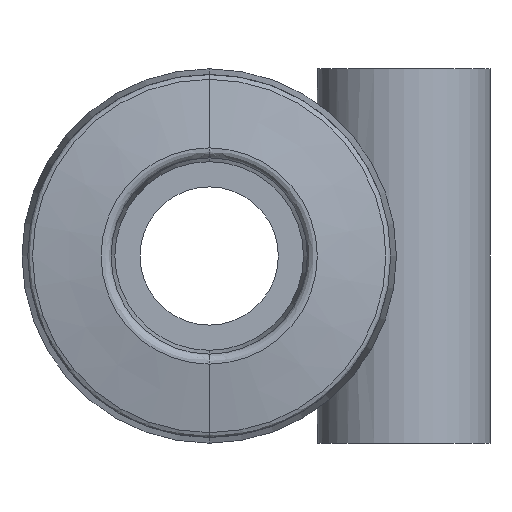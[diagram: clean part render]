
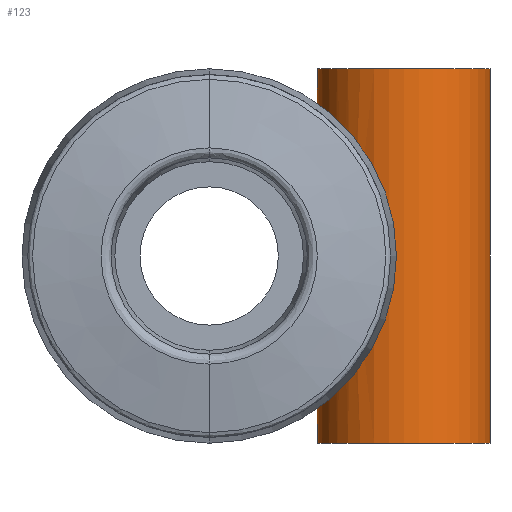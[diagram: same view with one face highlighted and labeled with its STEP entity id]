
A CAD part, front view. The second image highlights one B-rep face of the part: STEP entity #123.
In plain terms, the highlighted cylindrical face has radius 3 mm (diameter 6 mm), a partial arc.
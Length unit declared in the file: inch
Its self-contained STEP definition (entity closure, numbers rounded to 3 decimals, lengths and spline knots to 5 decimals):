
#98 = CARTESIAN_POINT ( 'NONE',  ( 0.19442, -0.09415, 0.03181 ) ) ;
#123 = ADVANCED_FACE ( 'NONE', ( #976 ), #749, .T. ) ;
#132 = CARTESIAN_POINT ( 'NONE',  ( 0.14764, 0., -0.1302 ) ) ;
#149 = VECTOR ( 'NONE', #684, 39.37008 ) ;
#187 = ORIENTED_EDGE ( 'NONE', *, *, #571, .F. ) ;
#237 = VECTOR ( 'NONE', #543, 39.37008 ) ;
#292 = CARTESIAN_POINT ( 'NONE',  ( 0.19685, -0.09594, -0.00782 ) ) ;
#301 = CARTESIAN_POINT ( 'NONE',  ( 0.19638, -0.0956, -0.01573 ) ) ;
#338 = EDGE_CURVE ( 'NONE', #2670, #2780, #897, .T. ) ;
#450 = AXIS2_PLACEMENT_3D ( 'NONE', #2018, #560, #2270 ) ;
#543 = DIRECTION ( 'NONE',  ( 0., 0., 1. ) ) ;
#560 = DIRECTION ( 'NONE',  ( 0., 0., 1. ) ) ;
#571 = EDGE_CURVE ( 'NONE', #2398, #2818, #2505, .T. ) ;
#593 = EDGE_CURVE ( 'NONE', #2689, #2670, #1788, .T. ) ;
#624 = DIRECTION ( 'NONE',  ( 1., 0., 0. ) ) ;
#684 = DIRECTION ( 'NONE',  ( 0., 0., 1. ) ) ;
#729 = CIRCLE ( 'NONE', #450, 0.11811 ) ;
#732 = LINE ( 'NONE', #1690, #237 ) ;
#742 = CARTESIAN_POINT ( 'NONE',  ( 0.19448, -0.09419, -0.0315 ) ) ;
#749 = CYLINDRICAL_SURFACE ( 'NONE', #2434, 0.11811 ) ;
#750 = CARTESIAN_POINT ( 'NONE',  ( 0.19304, -0.09311, -0.03934 ) ) ;
#812 = CARTESIAN_POINT ( 'NONE',  ( 0.18933, -0.09009, -0.05445 ) ) ;
#832 = LINE ( 'NONE', #2377, #149 ) ;
#866 = DIRECTION ( 'NONE',  ( 0., 0., 1. ) ) ;
#897 = CIRCLE ( 'NONE', #2690, 0.11811 ) ;
#976 = FACE_OUTER_BOUND ( 'NONE', #1536, .T. ) ;
#1263 = CARTESIAN_POINT ( 'NONE',  ( 0.18176, -0.08312, -0.07597 ) ) ;
#1275 = CARTESIAN_POINT ( 'NONE',  ( 0.17874, -0.08002, -0.08278 ) ) ;
#1288 = EDGE_CURVE ( 'NONE', #2818, #2780, #732, .T. ) ;
#1318 = EDGE_CURVE ( 'NONE', #2374, #2689, #729, .T. ) ;
#1327 = CARTESIAN_POINT ( 'NONE',  ( 0.16899, -0.06801, -0.10114 ) ) ;
#1341 = ORIENTED_EDGE ( 'NONE', *, *, #1318, .T. ) ;
#1359 = CARTESIAN_POINT ( 'NONE',  ( 0.26575, 0., 0. ) ) ;
#1399 = CARTESIAN_POINT ( 'NONE',  ( 0.38386, 0., -0.25591 ) ) ;
#1406 = DIRECTION ( 'NONE',  ( 0., 0., -1. ) ) ;
#1416 = DIRECTION ( 'NONE',  ( 1., 0., 0. ) ) ;
#1488 = CARTESIAN_POINT ( 'NONE',  ( 0.15929, -0.05164, -0.11575 ) ) ;
#1506 = CARTESIAN_POINT ( 'NONE',  ( 0.17238, -0.07251, -0.0953 ) ) ;
#1531 = CARTESIAN_POINT ( 'NONE',  ( 0.16247, -0.05763, -0.11131 ) ) ;
#1536 = EDGE_LOOP ( 'NONE', ( #2000, #1341, #1846, #1740, #1549, #187 ) ) ;
#1549 = ORIENTED_EDGE ( 'NONE', *, *, #1288, .F. ) ;
#1652 = CARTESIAN_POINT ( 'NONE',  ( 0.26575, 0., 0.25591 ) ) ;
#1690 = CARTESIAN_POINT ( 'NONE',  ( 0.14764, 0., 0. ) ) ;
#1718 = CARTESIAN_POINT ( 'NONE',  ( 0.15384, -0.03845, -0.12289 ) ) ;
#1740 = ORIENTED_EDGE ( 'NONE', *, *, #338, .T. ) ;
#1757 = CARTESIAN_POINT ( 'NONE',  ( 0.15158, -0.03124, 0.12562 ) ) ;
#1763 = VECTOR ( 'NONE', #2730, 39.37008 ) ;
#1788 = LINE ( 'NONE', #2774, #1763 ) ;
#1846 = ORIENTED_EDGE ( 'NONE', *, *, #593, .T. ) ;
#1915 = CARTESIAN_POINT ( 'NONE',  ( 0.14764, 0., 0.1302 ) ) ;
#1983 = CARTESIAN_POINT ( 'NONE',  ( 0.14846, -0.01594, -0.12929 ) ) ;
#2000 = ORIENTED_EDGE ( 'NONE', *, *, #2686, .F. ) ;
#2018 = CARTESIAN_POINT ( 'NONE',  ( 0.26575, 0., -0.25591 ) ) ;
#2088 = CARTESIAN_POINT ( 'NONE',  ( 0.14764, 0., -0.25591 ) ) ;
#2270 = DIRECTION ( 'NONE',  ( 1., 0., 0. ) ) ;
#2338 = CARTESIAN_POINT ( 'NONE',  ( 0.14764, -0.00803, -0.1302 ) ) ;
#2374 = VERTEX_POINT ( 'NONE', #2088 ) ;
#2377 = CARTESIAN_POINT ( 'NONE',  ( 0.14764, 0., 0. ) ) ;
#2398 = VERTEX_POINT ( 'NONE', #132 ) ;
#2434 = AXIS2_PLACEMENT_3D ( 'NONE', #1359, #866, #624 ) ;
#2462 = CARTESIAN_POINT ( 'NONE',  ( 0.14764, 0., -0.1302 ) ) ;
#2505 = B_SPLINE_CURVE_WITH_KNOTS ( 'NONE', 3,
 ( #2462, #2338, #1983, #3057, #1718, #1488, #1531, #1327, #1506, #1275, #1263, #3197, #812, #750, #742, #301, #292, #3219, #3205, #98, #3069, #3039, #3028, #3016, #3002, #2974, #2963, #2954, #1757, #2826, #2813, #2802 ),
 .UNSPECIFIED., .F., .F.,
 ( 4, 2, 2, 2, 2, 2, 2, 2, 2, 2, 2, 2, 2, 2, 2, 4 ),
 ( 0.0048, 0.0054, 0.006, 0.0066, 0.0072, 0.00779, 0.00839, 0.00899, 0.00959, 0.01019, 0.01079, 0.01198, 0.01258, 0.01318, 0.01378, 0.01438 ),
 .UNSPECIFIED. ) ;
#2670 = VERTEX_POINT ( 'NONE', #3134 ) ;
#2686 = EDGE_CURVE ( 'NONE', #2374, #2398, #832, .T. ) ;
#2689 = VERTEX_POINT ( 'NONE', #1399 ) ;
#2690 = AXIS2_PLACEMENT_3D ( 'NONE', #1652, #1406, #1416 ) ;
#2730 = DIRECTION ( 'NONE',  ( 0., 0., 1. ) ) ;
#2774 = CARTESIAN_POINT ( 'NONE',  ( 0.38386, 0., 0. ) ) ;
#2780 = VERTEX_POINT ( 'NONE', #3159 ) ;
#2802 = CARTESIAN_POINT ( 'NONE',  ( 0.14764, 0., 0.1302 ) ) ;
#2813 = CARTESIAN_POINT ( 'NONE',  ( 0.14764, -0.00798, 0.1302 ) ) ;
#2818 = VERTEX_POINT ( 'NONE', #1915 ) ;
#2826 = CARTESIAN_POINT ( 'NONE',  ( 0.14846, -0.01593, 0.12929 ) ) ;
#2954 = CARTESIAN_POINT ( 'NONE',  ( 0.15381, -0.03836, 0.12293 ) ) ;
#2963 = CARTESIAN_POINT ( 'NONE',  ( 0.15926, -0.05158, 0.11579 ) ) ;
#2974 = CARTESIAN_POINT ( 'NONE',  ( 0.16243, -0.05756, 0.11137 ) ) ;
#3002 = CARTESIAN_POINT ( 'NONE',  ( 0.16894, -0.06794, 0.10122 ) ) ;
#3016 = CARTESIAN_POINT ( 'NONE',  ( 0.17234, -0.07245, 0.09538 ) ) ;
#3028 = CARTESIAN_POINT ( 'NONE',  ( 0.18186, -0.08372, 0.07664 ) ) ;
#3039 = CARTESIAN_POINT ( 'NONE',  ( 0.18744, -0.08855, 0.06209 ) ) ;
#3057 = CARTESIAN_POINT ( 'NONE',  ( 0.15157, -0.0312, -0.12563 ) ) ;
#3069 = CARTESIAN_POINT ( 'NONE',  ( 0.193, -0.09308, 0.03951 ) ) ;
#3134 = CARTESIAN_POINT ( 'NONE',  ( 0.38386, 0., 0.25591 ) ) ;
#3159 = CARTESIAN_POINT ( 'NONE',  ( 0.14764, 0., 0.25591 ) ) ;
#3197 = CARTESIAN_POINT ( 'NONE',  ( 0.18705, -0.08815, -0.06179 ) ) ;
#3205 = CARTESIAN_POINT ( 'NONE',  ( 0.19635, -0.09558, 0.01607 ) ) ;
#3219 = CARTESIAN_POINT ( 'NONE',  ( 0.19685, -0.09593, 0.00805 ) ) ;
